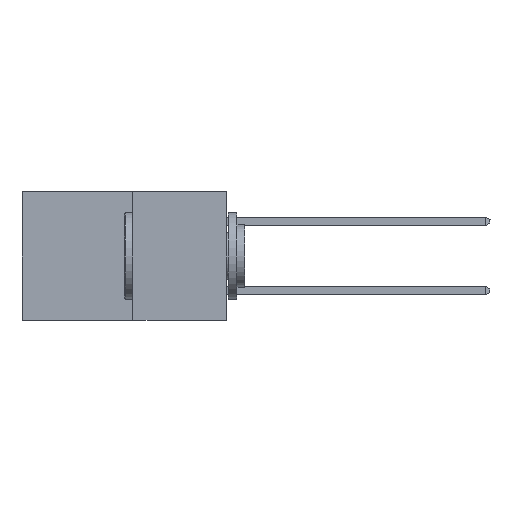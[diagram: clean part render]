
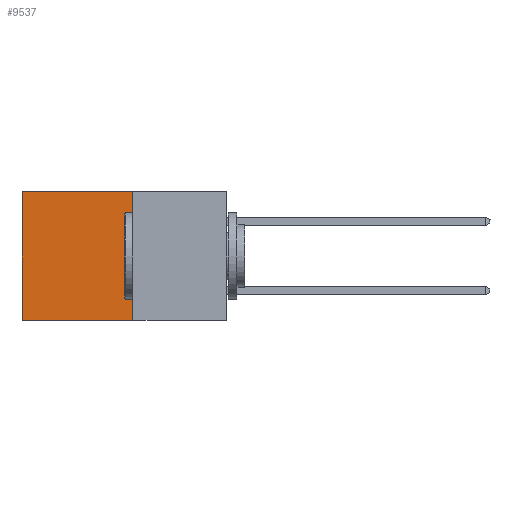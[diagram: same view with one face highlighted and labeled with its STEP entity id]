
A CAD part, left-side view. The second image highlights one B-rep face of the part: STEP entity #9537.
In plain terms, the highlighted planar face has unit normal (-1, 0, 0).
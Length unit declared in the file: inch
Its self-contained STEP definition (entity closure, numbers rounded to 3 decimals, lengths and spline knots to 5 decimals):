
#191 = VECTOR ( 'NONE', #29067, 39.37008 ) ;
#379 = EDGE_CURVE ( 'NONE', #32302, #30230, #12422, .T. ) ;
#1104 = CARTESIAN_POINT ( 'NONE',  ( 0.277, 0.27, -0.37 ) ) ;
#1405 = DIRECTION ( 'NONE',  ( 0., 0., -1. ) ) ;
#2322 = VECTOR ( 'NONE', #32534, 39.37008 ) ;
#5629 = VERTEX_POINT ( 'NONE', #1104 ) ;
#8003 = AXIS2_PLACEMENT_3D ( 'NONE', #32608, #17018, #1405 ) ;
#8803 = EDGE_CURVE ( 'NONE', #22927, #32302, #21518, .T. ) ;
#8908 = ORIENTED_EDGE ( 'NONE', *, *, #379, .T. ) ;
#9537 = ADVANCED_FACE ( 'NONE', ( #27202 ), #14379, .F. ) ;
#10409 = LINE ( 'NONE', #32937, #22711 ) ;
#10520 = VECTOR ( 'NONE', #18545, 39.37008 ) ;
#11089 = CARTESIAN_POINT ( 'NONE',  ( 0.277, 0.59, -0.37 ) ) ;
#11276 = EDGE_LOOP ( 'NONE', ( #8908, #16190, #20866, #14389 ) ) ;
#11698 = CARTESIAN_POINT ( 'NONE',  ( 0.277, 0.27, 0. ) ) ;
#12422 = LINE ( 'NONE', #11089, #191 ) ;
#13608 = CARTESIAN_POINT ( 'NONE',  ( 0.277, 0.59, -0.37 ) ) ;
#14379 = PLANE ( 'NONE',  #8003 ) ;
#14389 = ORIENTED_EDGE ( 'NONE', *, *, #8803, .T. ) ;
#15814 = CARTESIAN_POINT ( 'NONE',  ( 0.277, 0.27, -0.37 ) ) ;
#16190 = ORIENTED_EDGE ( 'NONE', *, *, #19423, .F. ) ;
#17018 = DIRECTION ( 'NONE',  ( 1., 0., 0. ) ) ;
#17481 = LINE ( 'NONE', #15814, #10520 ) ;
#18545 = DIRECTION ( 'NONE',  ( 0., 0., -1. ) ) ;
#19423 = EDGE_CURVE ( 'NONE', #5629, #30230, #10409, .T. ) ;
#20866 = ORIENTED_EDGE ( 'NONE', *, *, #28825, .F. ) ;
#21518 = LINE ( 'NONE', #11698, #2322 ) ;
#21982 = CARTESIAN_POINT ( 'NONE',  ( 0.277, 0.27, 0. ) ) ;
#22711 = VECTOR ( 'NONE', #30334, 39.37008 ) ;
#22927 = VERTEX_POINT ( 'NONE', #21982 ) ;
#27202 = FACE_OUTER_BOUND ( 'NONE', #11276, .T. ) ;
#28825 = EDGE_CURVE ( 'NONE', #22927, #5629, #17481, .T. ) ;
#29067 = DIRECTION ( 'NONE',  ( 0., 0., -1. ) ) ;
#29131 = CARTESIAN_POINT ( 'NONE',  ( 0.277, 0.59, 0. ) ) ;
#30230 = VERTEX_POINT ( 'NONE', #13608 ) ;
#30334 = DIRECTION ( 'NONE',  ( 0., 1., 0. ) ) ;
#32302 = VERTEX_POINT ( 'NONE', #29131 ) ;
#32534 = DIRECTION ( 'NONE',  ( 0., 1., 0. ) ) ;
#32608 = CARTESIAN_POINT ( 'NONE',  ( 0.277, 0.27, -0.37 ) ) ;
#32937 = CARTESIAN_POINT ( 'NONE',  ( 0.277, 0.27, -0.37 ) ) ;
